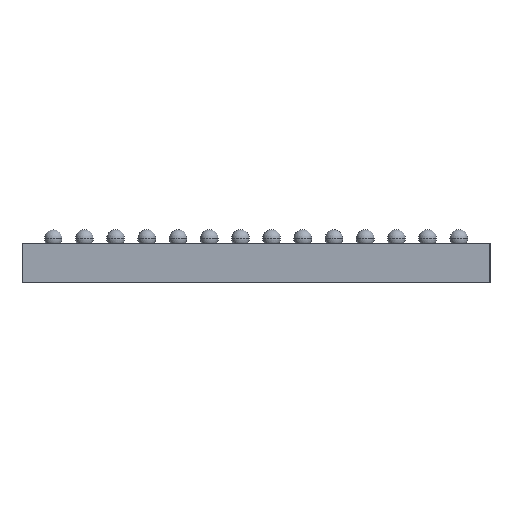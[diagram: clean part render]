
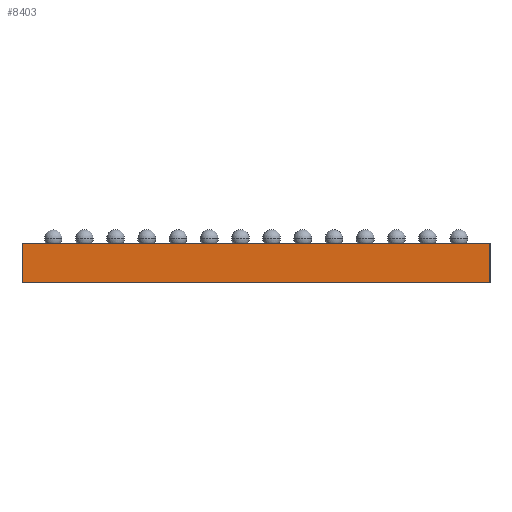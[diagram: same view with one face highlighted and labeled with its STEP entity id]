
A CAD part, left-side view. The second image highlights one B-rep face of the part: STEP entity #8403.
In plain terms, the highlighted planar face has unit normal (-1, 0, 0).
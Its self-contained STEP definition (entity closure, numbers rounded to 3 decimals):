
#484 = VERTEX_POINT ( 'NONE', #3375 ) ;
#554 = CARTESIAN_POINT ( 'NONE',  ( -6., -6., 0. ) ) ;
#696 = LINE ( 'NONE', #17200, #7691 ) ;
#1640 = LINE ( 'NONE', #7441, #3370 ) ;
#1674 = LINE ( 'NONE', #13950, #2193 ) ;
#1725 = PLANE ( 'NONE',  #11612 ) ;
#2193 = VECTOR ( 'NONE', #12681, 1000. ) ;
#2392 = VERTEX_POINT ( 'NONE', #14664 ) ;
#2825 = EDGE_LOOP ( 'NONE', ( #4536, #11555, #8350, #16827 ) ) ;
#3077 = FACE_OUTER_BOUND ( 'NONE', #2825, .T. ) ;
#3370 = VECTOR ( 'NONE', #15545, 1000. ) ;
#3375 = CARTESIAN_POINT ( 'NONE',  ( -6., 6., 0. ) ) ;
#3482 = DIRECTION ( 'NONE',  ( 0., 0., -1. ) ) ;
#4214 = VERTEX_POINT ( 'NONE', #554 ) ;
#4536 = ORIENTED_EDGE ( 'NONE', *, *, #14619, .T. ) ;
#5664 = CARTESIAN_POINT ( 'NONE',  ( -6., 6., 0. ) ) ;
#7441 = CARTESIAN_POINT ( 'NONE',  ( -6., 6., 1. ) ) ;
#7691 = VECTOR ( 'NONE', #3482, 1000. ) ;
#8350 = ORIENTED_EDGE ( 'NONE', *, *, #11917, .F. ) ;
#8403 = ADVANCED_FACE ( 'NONE', ( #3077 ), #1725, .F. ) ;
#8450 = LINE ( 'NONE', #5664, #8494 ) ;
#8494 = VECTOR ( 'NONE', #11156, 1000. ) ;
#10068 = CARTESIAN_POINT ( 'NONE',  ( -6., 6., 1. ) ) ;
#10380 = CARTESIAN_POINT ( 'NONE',  ( -6., 6., 1. ) ) ;
#11156 = DIRECTION ( 'NONE',  ( 0., -1., 0. ) ) ;
#11555 = ORIENTED_EDGE ( 'NONE', *, *, #16585, .F. ) ;
#11612 = AXIS2_PLACEMENT_3D ( 'NONE', #10380, #13274, #17322 ) ;
#11917 = EDGE_CURVE ( 'NONE', #11962, #2392, #1674, .T. ) ;
#11962 = VERTEX_POINT ( 'NONE', #10068 ) ;
#12681 = DIRECTION ( 'NONE',  ( 0., -1., 0. ) ) ;
#13274 = DIRECTION ( 'NONE',  ( 1., 0., 0. ) ) ;
#13950 = CARTESIAN_POINT ( 'NONE',  ( -6., 6., 1. ) ) ;
#14619 = EDGE_CURVE ( 'NONE', #484, #4214, #8450, .T. ) ;
#14664 = CARTESIAN_POINT ( 'NONE',  ( -6., -6., 1. ) ) ;
#15545 = DIRECTION ( 'NONE',  ( 0., 0., -1. ) ) ;
#16585 = EDGE_CURVE ( 'NONE', #2392, #4214, #696, .T. ) ;
#16827 = ORIENTED_EDGE ( 'NONE', *, *, #17115, .T. ) ;
#17115 = EDGE_CURVE ( 'NONE', #11962, #484, #1640, .T. ) ;
#17200 = CARTESIAN_POINT ( 'NONE',  ( -6., -6., 1. ) ) ;
#17322 = DIRECTION ( 'NONE',  ( 0., 1., 0. ) ) ;
